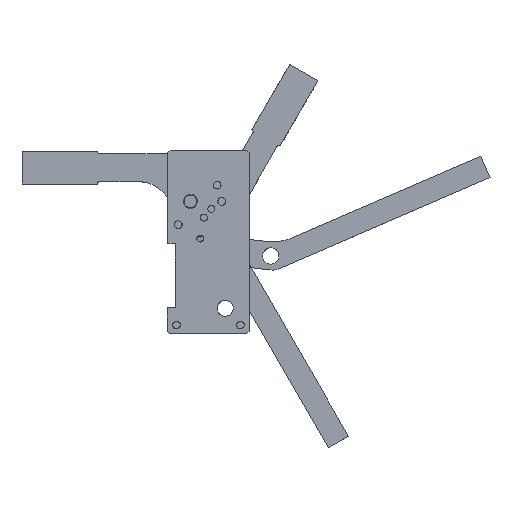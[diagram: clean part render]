
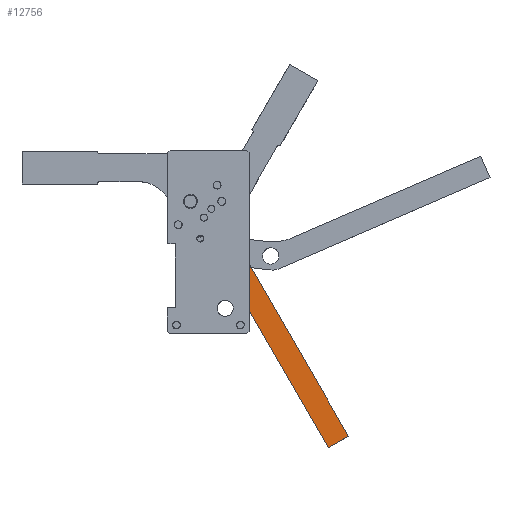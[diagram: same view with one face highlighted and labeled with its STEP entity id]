
A CAD part, top view. The second image highlights one B-rep face of the part: STEP entity #12756.
In plain terms, the highlighted planar face has unit normal (0, 0, 1).
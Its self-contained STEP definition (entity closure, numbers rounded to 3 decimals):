
#8829=CARTESIAN_POINT('Axis2P3D Location',(31.,111.,25.)) ;
#8833=CARTESIAN_POINT('Vertex',(31.,98.,25.)) ;
#8835=CARTESIAN_POINT('Vertex',(43.,106.,25.)) ;
#8874=CARTESIAN_POINT('Vertex',(25.933,98.,25.)) ;
#8877=CARTESIAN_POINT('Line Origine',(28.467,98.,25.)) ;
#9256=CARTESIAN_POINT('Vertex',(19.,96.302,25.)) ;
#9259=CARTESIAN_POINT('Axis2P3D Location',(25.933,83.,25.)) ;
#11384=CARTESIAN_POINT('Line Origine',(19.,92.374,25.)) ;
#11388=CARTESIAN_POINT('Vertex',(19.,88.447,25.)) ;
#11422=CARTESIAN_POINT('Axis2P3D Location',(24.,88.447,25.)) ;
#11426=CARTESIAN_POINT('Vertex',(20.923,84.506,25.)) ;
#11453=CARTESIAN_POINT('Axis2P3D Location',(16.,78.2,25.)) ;
#11457=CARTESIAN_POINT('Vertex',(20.923,71.894,25.)) ;
#11484=CARTESIAN_POINT('Axis2P3D Location',(24.,67.953,25.)) ;
#11488=CARTESIAN_POINT('Vertex',(19.,67.953,25.)) ;
#11515=CARTESIAN_POINT('Line Origine',(19.,58.728,25.)) ;
#11519=CARTESIAN_POINT('Vertex',(19.,49.504,25.)) ;
#11546=CARTESIAN_POINT('Axis2P3D Location',(34.,49.504,25.)) ;
#11550=CARTESIAN_POINT('Vertex',(21.01,42.004,25.)) ;
#11577=CARTESIAN_POINT('Line Origine',(70.376,-43.501,25.)) ;
#11581=CARTESIAN_POINT('Vertex',(119.742,-129.005,25.)) ;
#11608=CARTESIAN_POINT('Line Origine',(128.402,-124.005,25.)) ;
#11612=CARTESIAN_POINT('Vertex',(137.062,-119.005,25.)) ;
#11639=CARTESIAN_POINT('Line Origine',(92.711,-42.186,25.)) ;
#11643=CARTESIAN_POINT('Vertex',(48.359,34.633,25.)) ;
#11670=CARTESIAN_POINT('Axis2P3D Location',(83.,54.633,25.)) ;
#11674=CARTESIAN_POINT('Vertex',(43.,54.633,25.)) ;
#11701=CARTESIAN_POINT('Line Origine',(43.,80.317,25.)) ;
#12648=CARTESIAN_POINT('Axis2P3D Location',(31.,50.7,25.)) ;
#12652=CARTESIAN_POINT('Vertex',(35.618,54.531,25.)) ;
#12654=CARTESIAN_POINT('Vertex',(26.382,46.869,25.)) ;
#12688=CARTESIAN_POINT('Axis2P3D Location',(31.,50.7,25.)) ;
#12731=CARTESIAN_POINT('Axis2P3D Location',(66.778,-5.107,25.)) ;
#8830=DIRECTION('Axis2P3D Direction',(0.,0.,1.)) ;
#8878=DIRECTION('Vector Direction',(1.,0.,0.)) ;
#9260=DIRECTION('Axis2P3D Direction',(0.,0.,1.)) ;
#11385=DIRECTION('Vector Direction',(0.,1.,0.)) ;
#11423=DIRECTION('Axis2P3D Direction',(0.,0.,1.)) ;
#11454=DIRECTION('Axis2P3D Direction',(0.,0.,1.)) ;
#11485=DIRECTION('Axis2P3D Direction',(0.,0.,1.)) ;
#11516=DIRECTION('Vector Direction',(0.,1.,0.)) ;
#11547=DIRECTION('Axis2P3D Direction',(0.,0.,1.)) ;
#11578=DIRECTION('Vector Direction',(-0.5,0.866,0.)) ;
#11609=DIRECTION('Vector Direction',(-0.866,-0.5,0.)) ;
#11640=DIRECTION('Vector Direction',(0.5,-0.866,0.)) ;
#11671=DIRECTION('Axis2P3D Direction',(0.,0.,1.)) ;
#11702=DIRECTION('Vector Direction',(0.,-1.,0.)) ;
#12649=DIRECTION('Axis2P3D Direction',(0.,0.,1.)) ;
#12689=DIRECTION('Axis2P3D Direction',(0.,0.,1.)) ;
#12732=DIRECTION('Axis2P3D Direction',(0.,0.,1.)) ;
#12733=DIRECTION('Axis2P3D XDirection',(0.,-1.,0.)) ;
#8831=AXIS2_PLACEMENT_3D('Circle Axis2P3D',#8829,#8830,$) ;
#9261=AXIS2_PLACEMENT_3D('Circle Axis2P3D',#9259,#9260,$) ;
#11424=AXIS2_PLACEMENT_3D('Circle Axis2P3D',#11422,#11423,$) ;
#11455=AXIS2_PLACEMENT_3D('Circle Axis2P3D',#11453,#11454,$) ;
#11486=AXIS2_PLACEMENT_3D('Circle Axis2P3D',#11484,#11485,$) ;
#11548=AXIS2_PLACEMENT_3D('Circle Axis2P3D',#11546,#11547,$) ;
#11672=AXIS2_PLACEMENT_3D('Circle Axis2P3D',#11670,#11671,$) ;
#12650=AXIS2_PLACEMENT_3D('Circle Axis2P3D',#12648,#12649,$) ;
#12690=AXIS2_PLACEMENT_3D('Circle Axis2P3D',#12688,#12689,$) ;
#12734=AXIS2_PLACEMENT_3D('Plane Axis2P3D',#12731,#12732,#12733) ;
#12737=ORIENTED_EDGE('',*,*,#11390,.F.) ;
#12738=ORIENTED_EDGE('',*,*,#11428,.F.) ;
#12739=ORIENTED_EDGE('',*,*,#11459,.F.) ;
#12740=ORIENTED_EDGE('',*,*,#11490,.F.) ;
#12741=ORIENTED_EDGE('',*,*,#11521,.F.) ;
#12742=ORIENTED_EDGE('',*,*,#11552,.F.) ;
#12743=ORIENTED_EDGE('',*,*,#11583,.F.) ;
#12744=ORIENTED_EDGE('',*,*,#11614,.F.) ;
#12745=ORIENTED_EDGE('',*,*,#11645,.F.) ;
#12746=ORIENTED_EDGE('',*,*,#11676,.F.) ;
#12747=ORIENTED_EDGE('',*,*,#11705,.F.) ;
#12748=ORIENTED_EDGE('',*,*,#8837,.F.) ;
#12749=ORIENTED_EDGE('',*,*,#8881,.F.) ;
#12750=ORIENTED_EDGE('',*,*,#9263,.F.) ;
#12753=ORIENTED_EDGE('',*,*,#12692,.T.) ;
#12754=ORIENTED_EDGE('',*,*,#12656,.T.) ;
#12755=FACE_BOUND('',#12752,.T.) ;
#8879=VECTOR('Line Direction',#8878,1.) ;
#11386=VECTOR('Line Direction',#11385,1.) ;
#11517=VECTOR('Line Direction',#11516,1.) ;
#11579=VECTOR('Line Direction',#11578,1.) ;
#11610=VECTOR('Line Direction',#11609,1.) ;
#11641=VECTOR('Line Direction',#11640,1.) ;
#11703=VECTOR('Line Direction',#11702,1.) ;
#12756=ADVANCED_FACE('Hauptk\X2\00F6\X0\rper',(#12751,#12755),#12735,.T.) ;
#8832=CIRCLE('generated circle',#8831,13.) ;
#9262=CIRCLE('generated circle',#9261,15.) ;
#11425=CIRCLE('generated circle',#11424,5.) ;
#11456=CIRCLE('generated circle',#11455,8.) ;
#11487=CIRCLE('generated circle',#11486,5.) ;
#11549=CIRCLE('generated circle',#11548,15.) ;
#11673=CIRCLE('generated circle',#11672,40.) ;
#12651=CIRCLE('generated circle',#12650,6.) ;
#12691=CIRCLE('generated circle',#12690,6.) ;
#8837=EDGE_CURVE('',#8834,#8836,#8832,.T.) ;
#8881=EDGE_CURVE('',#8875,#8834,#8880,.T.) ;
#9263=EDGE_CURVE('',#9257,#8875,#9262,.F.) ;
#11390=EDGE_CURVE('',#11389,#9257,#11387,.T.) ;
#11428=EDGE_CURVE('',#11427,#11389,#11425,.F.) ;
#11459=EDGE_CURVE('',#11458,#11427,#11456,.T.) ;
#11490=EDGE_CURVE('',#11489,#11458,#11487,.F.) ;
#11521=EDGE_CURVE('',#11520,#11489,#11518,.T.) ;
#11552=EDGE_CURVE('',#11551,#11520,#11549,.F.) ;
#11583=EDGE_CURVE('',#11582,#11551,#11580,.T.) ;
#11614=EDGE_CURVE('',#11613,#11582,#11611,.T.) ;
#11645=EDGE_CURVE('',#11644,#11613,#11642,.T.) ;
#11676=EDGE_CURVE('',#11675,#11644,#11673,.T.) ;
#11705=EDGE_CURVE('',#8836,#11675,#11704,.T.) ;
#12656=EDGE_CURVE('',#12653,#12655,#12651,.F.) ;
#12692=EDGE_CURVE('',#12655,#12653,#12691,.F.) ;
#12736=EDGE_LOOP('',(#12737,#12738,#12739,#12740,#12741,#12742,#12743,#12744,#12745,#12746,#12747,#12748,#12749,#12750)) ;
#12752=EDGE_LOOP('',(#12753,#12754)) ;
#12751=FACE_OUTER_BOUND('',#12736,.T.) ;
#8880=LINE('Line',#8877,#8879) ;
#11387=LINE('Line',#11384,#11386) ;
#11518=LINE('Line',#11515,#11517) ;
#11580=LINE('Line',#11577,#11579) ;
#11611=LINE('Line',#11608,#11610) ;
#11642=LINE('Line',#11639,#11641) ;
#11704=LINE('Line',#11701,#11703) ;
#12735=PLANE('Plane',#12734) ;
#8834=VERTEX_POINT('',#8833) ;
#8836=VERTEX_POINT('',#8835) ;
#8875=VERTEX_POINT('',#8874) ;
#9257=VERTEX_POINT('',#9256) ;
#11389=VERTEX_POINT('',#11388) ;
#11427=VERTEX_POINT('',#11426) ;
#11458=VERTEX_POINT('',#11457) ;
#11489=VERTEX_POINT('',#11488) ;
#11520=VERTEX_POINT('',#11519) ;
#11551=VERTEX_POINT('',#11550) ;
#11582=VERTEX_POINT('',#11581) ;
#11613=VERTEX_POINT('',#11612) ;
#11644=VERTEX_POINT('',#11643) ;
#11675=VERTEX_POINT('',#11674) ;
#12653=VERTEX_POINT('',#12652) ;
#12655=VERTEX_POINT('',#12654) ;
